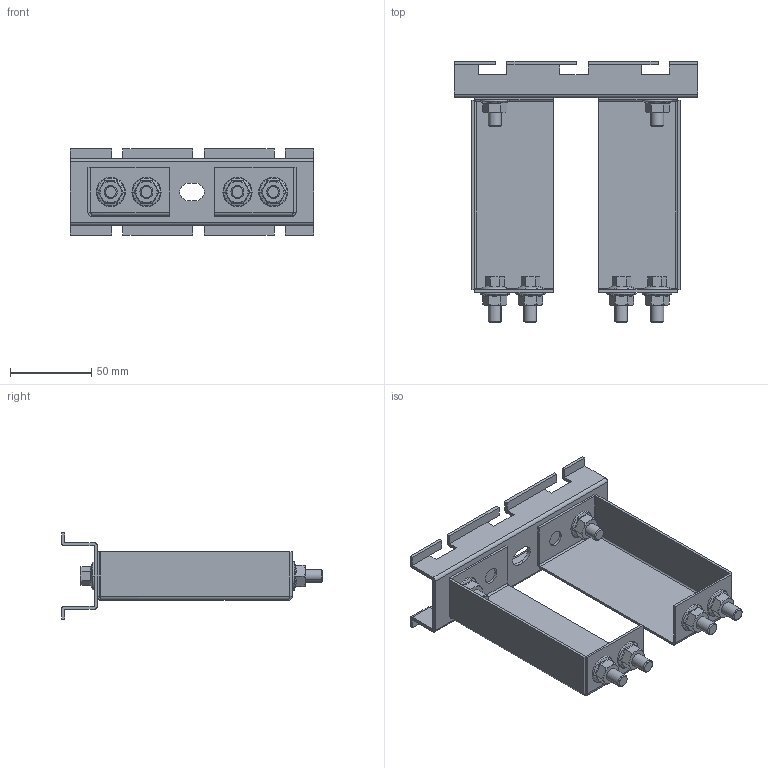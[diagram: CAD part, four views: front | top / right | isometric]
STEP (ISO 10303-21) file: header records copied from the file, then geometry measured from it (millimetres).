
FILE_DESCRIPTION (( 'STEP AP214' ), '1' );
FILE_NAME ('LC-EFS100_3D.step', '2023-05-09T16:28:42', ( '' ), ( '' ), 'SwSTEP 2.0', 'SolidWorks 2022', '' );
FILE_SCHEMA (( 'AUTOMOTIVE_DESIGN' ));
Length unit declared in the file: millimetre
Products named in the file (5): hex flange nut gradea_iso_ISO - 4161 - M8 - N; PJ-EFS-H120; LC-EFS100_3D; PJ-BR00_100 [4"]; hex flange bolt small_iso_ISO 4162 - M8 x 20 x 20-N
Assembly tree (15 placements, depth 2):
  LC-EFS100_3D
    PJ-EFS-H120  x2
    PJ-BR00_100 [4"]
    hex flange bolt small_iso_ISO 4162 - M8 x 20 x 20-N  x6
    hex flange nut gradea_iso_ISO - 4161 - M8 - N  x6
Bounding box: 150 x 160.5 x 53 mm (x, y, z)
Volume: 77032.3 mm3; surface area: 87162.2 mm2
Topology: 15 solids, 15 shells, 536 faces, 1224 edges, 724 vertices
Faces by surface type: plane 210, cone 132, cylinder 90, bspline 80, torus 24
Entity records: 6602 total; most frequent: CARTESIAN_POINT 1845, ORIENTED_EDGE 960, DIRECTION 910, EDGE_CURVE 480, AXIS2_PLACEMENT_3D 307, VERTEX_POINT 296, LINE 296, VECTOR 296
